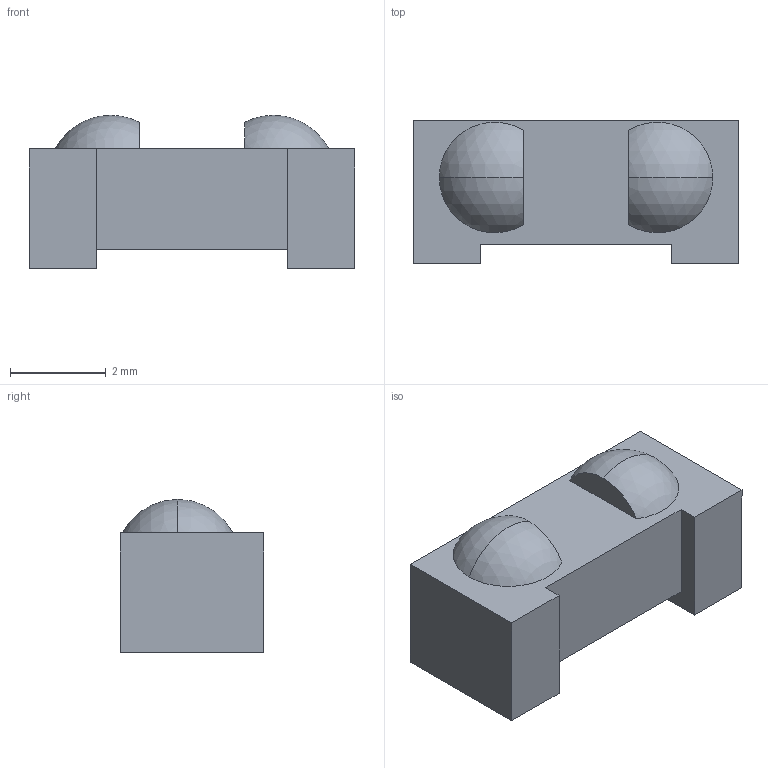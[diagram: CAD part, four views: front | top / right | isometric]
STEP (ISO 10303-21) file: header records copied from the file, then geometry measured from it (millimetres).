
FILE_DESCRIPTION (( 'STEP AP214' ), '1' );
FILE_NAME ('IR Receiver - Vishay TSOP773.STEP', '2015-12-25T03:49:32', ( '' ), ( '' ), 'SwSTEP 2.0', 'SolidWorks 2016', '' );
FILE_SCHEMA (( 'AUTOMOTIVE_DESIGN' ));
Length unit declared in the file: millimetre
Products named in the file (1): IR Receiver - Vishay TSOP773
Bounding box: 6.8 x 3 x 3.2 mm (x, y, z)
Volume: 45.7 mm3; surface area: 91.3 mm2
Topology: 1 solids, 1 shells, 18 faces, 44 edges, 30 vertices
Faces by surface type: plane 14, sphere 4
Entity records: 570 total; most frequent: DIRECTION 94, CARTESIAN_POINT 93, ORIENTED_EDGE 88, EDGE_CURVE 44, LINE 32, VECTOR 32, AXIS2_PLACEMENT_3D 31, VERTEX_POINT 30
